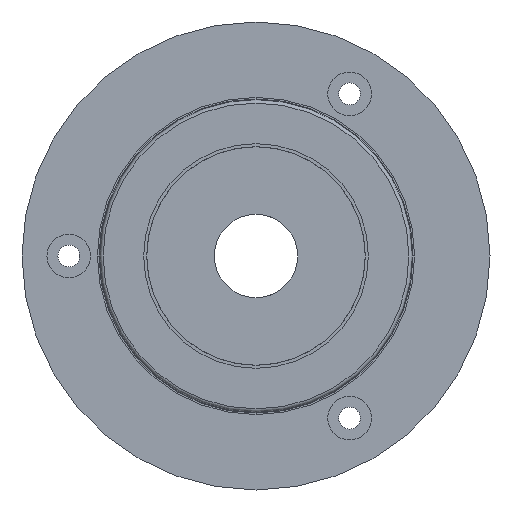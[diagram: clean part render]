
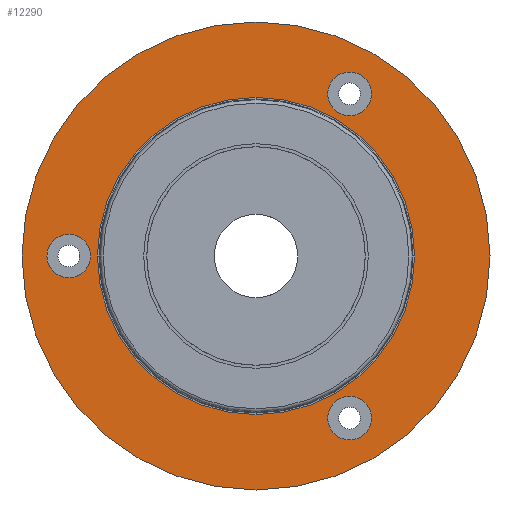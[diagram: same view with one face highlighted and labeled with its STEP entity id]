
A CAD part, left-side view. The second image highlights one B-rep face of the part: STEP entity #12290.
In plain terms, the highlighted planar face has unit normal (-1, 0, 0).
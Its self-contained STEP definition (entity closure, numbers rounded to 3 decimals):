
#924 = FACE_BOUND ( 'NONE', #53051, .T. ) ;
#1349 = FACE_BOUND ( 'NONE', #62592, .T. ) ;
#1870 = CIRCLE ( 'NONE', #62390, 2.1 ) ;
#5105 = AXIS2_PLACEMENT_3D ( 'NONE', #14733, #8275, #48391 ) ;
#5354 = DIRECTION ( 'NONE',  ( -1., 0., 0. ) ) ;
#5549 = EDGE_CURVE ( 'NONE', #49830, #49830, #51185, .T. ) ;
#7235 = DIRECTION ( 'NONE',  ( 0., 1., 0. ) ) ;
#7369 = FACE_BOUND ( 'NONE', #59531, .T. ) ;
#8275 = DIRECTION ( 'NONE',  ( 1., 0., 0. ) ) ;
#10149 = VERTEX_POINT ( 'NONE', #42898 ) ;
#10984 = EDGE_CURVE ( 'NONE', #10149, #10149, #16626, .T. ) ;
#12290 = ADVANCED_FACE ( 'NONE', ( #7369, #51041, #1349, #924, #46997 ), #18653, .T. ) ;
#14733 = CARTESIAN_POINT ( 'NONE',  ( 2.8, 0., 0. ) ) ;
#15148 = CARTESIAN_POINT ( 'NONE',  ( 2.8, -9., -15.588 ) ) ;
#15844 = EDGE_CURVE ( 'NONE', #62742, #62742, #1870, .T. ) ;
#16626 = CIRCLE ( 'NONE', #23527, 12.5 ) ;
#18653 = PLANE ( 'NONE',  #41558 ) ;
#22443 = EDGE_CURVE ( 'NONE', #30384, #30384, #35337, .T. ) ;
#23527 = AXIS2_PLACEMENT_3D ( 'NONE', #46463, #72761, #33507 ) ;
#24631 = ORIENTED_EDGE ( 'NONE', *, *, #10984, .T. ) ;
#26423 = AXIS2_PLACEMENT_3D ( 'NONE', #83556, #57646, #83991 ) ;
#28074 = DIRECTION ( 'NONE',  ( 1., 0., 0. ) ) ;
#29643 = ORIENTED_EDGE ( 'NONE', *, *, #62873, .T. ) ;
#30384 = VERTEX_POINT ( 'NONE', #56715 ) ;
#33507 = DIRECTION ( 'NONE',  ( 0., 1., 0. ) ) ;
#35337 = CIRCLE ( 'NONE', #5105, 22.5 ) ;
#35569 = CARTESIAN_POINT ( 'NONE',  ( 2.8, -6.9, 15.588 ) ) ;
#39595 = ORIENTED_EDGE ( 'NONE', *, *, #5549, .T. ) ;
#39967 = CARTESIAN_POINT ( 'NONE',  ( 2.8, 18., 0. ) ) ;
#41558 = AXIS2_PLACEMENT_3D ( 'NONE', #66807, #5354, #60350 ) ;
#42898 = CARTESIAN_POINT ( 'NONE',  ( 2.8, 12.5, 0. ) ) ;
#46463 = CARTESIAN_POINT ( 'NONE',  ( 2.8, 0., 0. ) ) ;
#46770 = ORIENTED_EDGE ( 'NONE', *, *, #15844, .T. ) ;
#46997 = FACE_OUTER_BOUND ( 'NONE', #66229, .T. ) ;
#47858 = ORIENTED_EDGE ( 'NONE', *, *, #22443, .F. ) ;
#48391 = DIRECTION ( 'NONE',  ( 0., 1., 0. ) ) ;
#49830 = VERTEX_POINT ( 'NONE', #35569 ) ;
#50672 = VERTEX_POINT ( 'NONE', #57549 ) ;
#51041 = FACE_BOUND ( 'NONE', #72470, .T. ) ;
#51185 = CIRCLE ( 'NONE', #26423, 2.1 ) ;
#53051 = EDGE_LOOP ( 'NONE', ( #24631 ) ) ;
#55217 = CIRCLE ( 'NONE', #59310, 2.1 ) ;
#56715 = CARTESIAN_POINT ( 'NONE',  ( 2.8, 22.5, 0. ) ) ;
#57549 = CARTESIAN_POINT ( 'NONE',  ( 2.8, -6.9, -15.588 ) ) ;
#57646 = DIRECTION ( 'NONE',  ( 1., 0., 0. ) ) ;
#59310 = AXIS2_PLACEMENT_3D ( 'NONE', #15148, #28074, #67720 ) ;
#59531 = EDGE_LOOP ( 'NONE', ( #46770 ) ) ;
#60350 = DIRECTION ( 'NONE',  ( 0., -1., 0. ) ) ;
#62390 = AXIS2_PLACEMENT_3D ( 'NONE', #39967, #66255, #7235 ) ;
#62592 = EDGE_LOOP ( 'NONE', ( #39595 ) ) ;
#62742 = VERTEX_POINT ( 'NONE', #69627 ) ;
#62873 = EDGE_CURVE ( 'NONE', #50672, #50672, #55217, .T. ) ;
#66229 = EDGE_LOOP ( 'NONE', ( #47858 ) ) ;
#66255 = DIRECTION ( 'NONE',  ( 1., 0., 0. ) ) ;
#66807 = CARTESIAN_POINT ( 'NONE',  ( 2.8, 12.5, 0. ) ) ;
#67720 = DIRECTION ( 'NONE',  ( 0., 1., 0. ) ) ;
#69627 = CARTESIAN_POINT ( 'NONE',  ( 2.8, 20.1, 0. ) ) ;
#72470 = EDGE_LOOP ( 'NONE', ( #29643 ) ) ;
#72761 = DIRECTION ( 'NONE',  ( 1., 0., 0. ) ) ;
#83556 = CARTESIAN_POINT ( 'NONE',  ( 2.8, -9., 15.588 ) ) ;
#83991 = DIRECTION ( 'NONE',  ( 0., 1., 0. ) ) ;
